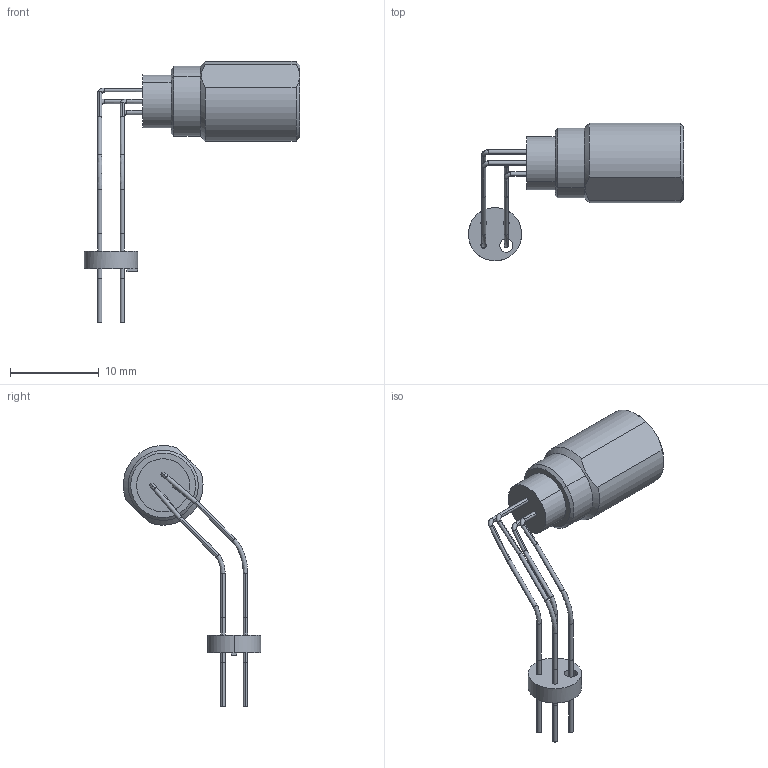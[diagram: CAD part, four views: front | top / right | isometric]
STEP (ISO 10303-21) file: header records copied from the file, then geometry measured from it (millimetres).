
FILE_DESCRIPTION((''),'2;1');
FILE_NAME('LEMO_EDA-02782-V1-0_misc1_Part1.stp','2013-07-04T11:36:58',(''),(''),'Mechanical Desktop 2011','Mechanical Desktop 2011',', , ');
FILE_SCHEMA(('AUTOMOTIVE_DESIGN { 1 2 10303 214 1 1 1 1 }'));
Length unit declared in the file: millimetre
Products named in the file (1): Product
Bounding box: 24.27 x 15.5 x 29.45 mm (x, y, z)
Volume: 669.6 mm3; surface area: 1757.6 mm2
Topology: 32 solids, 32 shells, 181 faces, 350 edges, 234 vertices
Faces by surface type: cylinder 92, plane 71, torus 8, cone 6, bspline 4
Entity records: 4890 total; most frequent: DIRECTION 932, CARTESIAN_POINT 886, ORIENTED_EDGE 700, AXIS2_PLACEMENT_3D 412, EDGE_CURVE 350, VERTEX_POINT 234, CIRCLE 218, EDGE_LOOP 206
